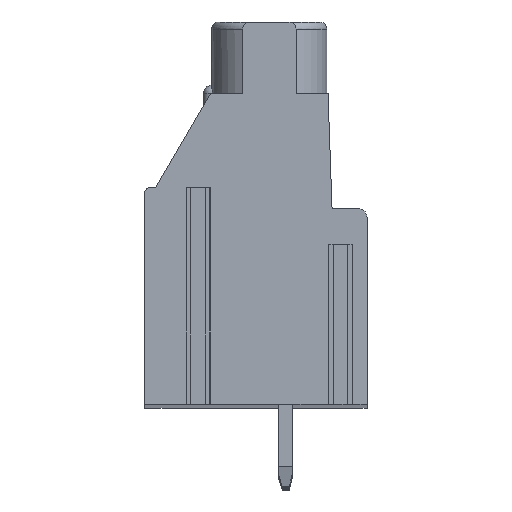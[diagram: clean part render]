
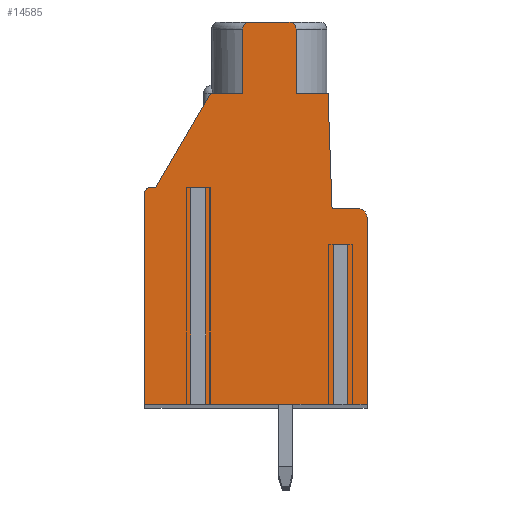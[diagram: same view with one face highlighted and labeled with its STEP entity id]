
A CAD part, top view. The second image highlights one B-rep face of the part: STEP entity #14585.
In plain terms, the highlighted planar face has unit normal (0, 0, 1).
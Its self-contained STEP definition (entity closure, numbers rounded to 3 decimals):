
#27=DIRECTION('',(-1.,0.,0.));
#28=VECTOR('',#27,0.82);
#29=CARTESIAN_POINT('',(-2.09,1.2,125.73));
#30=LINE('',#29,#28);
#31=DIRECTION('',(0.,1.,0.));
#32=VECTOR('',#31,12.2);
#33=CARTESIAN_POINT('',(-2.91,-11.,125.73));
#34=LINE('',#33,#32);
#35=DIRECTION('',(1.,0.,0.));
#36=VECTOR('',#35,2.59);
#37=CARTESIAN_POINT('',(-5.5,-11.,125.73));
#38=LINE('',#37,#36);
#39=DIRECTION('',(0.,-1.,0.));
#40=VECTOR('',#39,11.9);
#41=CARTESIAN_POINT('',(-5.5,0.9,125.73));
#42=LINE('',#41,#40);
#43=CARTESIAN_POINT('',(-5.2,0.9,125.73));
#44=DIRECTION('',(0.,0.,1.));
#45=DIRECTION('',(0.,1.,0.));
#46=AXIS2_PLACEMENT_3D('',#43,#44,#45);
#48=DIRECTION('',(-1.,0.,0.));
#49=VECTOR('',#48,0.3);
#50=CARTESIAN_POINT('',(-4.9,1.2,125.73));
#51=LINE('',#50,#49);
#52=DIRECTION('',(-0.505,-0.863,0.));
#53=VECTOR('',#52,6.14);
#54=CARTESIAN_POINT('',(-1.8,6.5,125.73));
#55=LINE('',#54,#53);
#56=DIRECTION('',(-1.,0.,0.));
#57=VECTOR('',#56,1.8);
#58=CARTESIAN_POINT('',(0.,6.5,125.73));
#59=LINE('',#58,#57);
#60=DIRECTION('',(0.,-1.,0.));
#61=VECTOR('',#60,3.6);
#62=CARTESIAN_POINT('',(0.,10.1,125.73));
#63=LINE('',#62,#61);
#64=CARTESIAN_POINT('',(0.4,10.1,125.73));
#65=DIRECTION('',(0.,0.,1.));
#66=DIRECTION('',(0.,1.,0.));
#67=AXIS2_PLACEMENT_3D('',#64,#65,#66);
#69=DIRECTION('',(-1.,0.,0.));
#70=VECTOR('',#69,2.2);
#71=CARTESIAN_POINT('',(2.6,10.5,125.73));
#72=LINE('',#71,#70);
#73=CARTESIAN_POINT('',(2.6,10.1,125.73));
#74=DIRECTION('',(0.,0.,1.));
#75=DIRECTION('',(1.,0.,0.));
#76=AXIS2_PLACEMENT_3D('',#73,#74,#75);
#78=DIRECTION('',(0.,1.,0.));
#79=VECTOR('',#78,3.6);
#80=CARTESIAN_POINT('',(3.,6.5,125.73));
#81=LINE('',#80,#79);
#82=DIRECTION('',(-1.,0.,0.));
#83=VECTOR('',#82,1.8);
#84=CARTESIAN_POINT('',(4.8,6.5,125.73));
#85=LINE('',#84,#83);
#86=DIRECTION('',(-0.035,0.999,0.));
#87=VECTOR('',#86,6.504);
#88=CARTESIAN_POINT('',(5.027,0.,125.73));
#89=LINE('',#88,#87);
#90=DIRECTION('',(-1.,0.,0.));
#91=VECTOR('',#90,1.473);
#92=CARTESIAN_POINT('',(6.5,0.,125.73));
#93=LINE('',#92,#91);
#94=CARTESIAN_POINT('',(6.5,-0.5,125.73));
#95=DIRECTION('',(0.,0.,1.));
#96=DIRECTION('',(1.,0.,0.));
#97=AXIS2_PLACEMENT_3D('',#94,#95,#96);
#99=DIRECTION('',(0.,1.,0.));
#100=VECTOR('',#99,10.5);
#101=CARTESIAN_POINT('',(7.,-11.,125.73));
#102=LINE('',#101,#100);
#103=DIRECTION('',(1.,0.,0.));
#104=VECTOR('',#103,1.09);
#105=CARTESIAN_POINT('',(5.91,-11.,125.73));
#106=LINE('',#105,#104);
#107=DIRECTION('',(0.,1.,0.));
#108=VECTOR('',#107,9.);
#109=CARTESIAN_POINT('',(5.91,-11.,125.73));
#110=LINE('',#109,#108);
#111=DIRECTION('',(-1.,0.,0.));
#112=VECTOR('',#111,0.82);
#113=CARTESIAN_POINT('',(5.91,-2.,125.73));
#114=LINE('',#113,#112);
#115=DIRECTION('',(0.,1.,0.));
#116=VECTOR('',#115,9.);
#117=CARTESIAN_POINT('',(5.09,-11.,125.73));
#118=LINE('',#117,#116);
#119=DIRECTION('',(1.,0.,0.));
#120=VECTOR('',#119,7.18);
#121=CARTESIAN_POINT('',(-2.09,-11.,125.73));
#122=LINE('',#121,#120);
#123=DIRECTION('',(0.,1.,0.));
#124=VECTOR('',#123,12.2);
#125=CARTESIAN_POINT('',(-2.09,-11.,125.73));
#126=LINE('',#125,#124);
#11507=CARTESIAN_POINT('',(7.,-11.,125.73));
#11508=CARTESIAN_POINT('',(7.,-0.5,125.73));
#11509=VERTEX_POINT('',#11507);
#11510=VERTEX_POINT('',#11508);
#11511=CARTESIAN_POINT('',(6.5,0.,125.73));
#11512=VERTEX_POINT('',#11511);
#11513=CARTESIAN_POINT('',(5.027,0.,125.73));
#11514=VERTEX_POINT('',#11513);
#11515=CARTESIAN_POINT('',(4.8,6.5,125.73));
#11516=VERTEX_POINT('',#11515);
#11517=CARTESIAN_POINT('',(3.,6.5,125.73));
#11518=VERTEX_POINT('',#11517);
#11519=CARTESIAN_POINT('',(3.,10.1,125.73));
#11520=VERTEX_POINT('',#11519);
#11521=CARTESIAN_POINT('',(2.6,10.5,125.73));
#11522=VERTEX_POINT('',#11521);
#11523=CARTESIAN_POINT('',(0.4,10.5,125.73));
#11524=VERTEX_POINT('',#11523);
#11525=CARTESIAN_POINT('',(0.,10.1,125.73));
#11526=VERTEX_POINT('',#11525);
#11527=CARTESIAN_POINT('',(0.,6.5,125.73));
#11528=VERTEX_POINT('',#11527);
#11529=CARTESIAN_POINT('',(-1.8,6.5,125.73));
#11530=VERTEX_POINT('',#11529);
#11531=CARTESIAN_POINT('',(-4.9,1.2,125.73));
#11532=VERTEX_POINT('',#11531);
#11533=CARTESIAN_POINT('',(-5.2,1.2,125.73));
#11534=VERTEX_POINT('',#11533);
#11535=CARTESIAN_POINT('',(-5.5,0.9,125.73));
#11536=VERTEX_POINT('',#11535);
#11537=CARTESIAN_POINT('',(-5.5,-11.,125.73));
#11538=VERTEX_POINT('',#11537);
#11659=CARTESIAN_POINT('',(5.91,-2.,125.73));
#11660=CARTESIAN_POINT('',(5.09,-2.,125.73));
#11661=VERTEX_POINT('',#11659);
#11662=VERTEX_POINT('',#11660);
#11663=CARTESIAN_POINT('',(5.09,-11.,125.73));
#11664=VERTEX_POINT('',#11663);
#11665=CARTESIAN_POINT('',(5.91,-11.,125.73));
#11666=VERTEX_POINT('',#11665);
#11683=CARTESIAN_POINT('',(-2.09,1.2,125.73));
#11684=CARTESIAN_POINT('',(-2.91,1.2,125.73));
#11685=VERTEX_POINT('',#11683);
#11686=VERTEX_POINT('',#11684);
#11687=CARTESIAN_POINT('',(-2.09,-11.,125.73));
#11688=VERTEX_POINT('',#11687);
#11689=CARTESIAN_POINT('',(-2.91,-11.,125.73));
#11690=VERTEX_POINT('',#11689);
#14530=CARTESIAN_POINT('',(0.,0.,125.73));
#14531=DIRECTION('',(0.,0.,1.));
#14532=DIRECTION('',(1.,0.,0.));
#14533=AXIS2_PLACEMENT_3D('',#14530,#14531,#14532);
#14534=PLANE('',#14533);
#14536=ORIENTED_EDGE('',*,*,#14535,.T.);
#14538=ORIENTED_EDGE('',*,*,#14537,.F.);
#14540=ORIENTED_EDGE('',*,*,#14539,.F.);
#14542=ORIENTED_EDGE('',*,*,#14541,.F.);
#14544=ORIENTED_EDGE('',*,*,#14543,.F.);
#14546=ORIENTED_EDGE('',*,*,#14545,.F.);
#14548=ORIENTED_EDGE('',*,*,#14547,.F.);
#14550=ORIENTED_EDGE('',*,*,#14549,.F.);
#14552=ORIENTED_EDGE('',*,*,#14551,.F.);
#14554=ORIENTED_EDGE('',*,*,#14553,.F.);
#14556=ORIENTED_EDGE('',*,*,#14555,.F.);
#14558=ORIENTED_EDGE('',*,*,#14557,.F.);
#14560=ORIENTED_EDGE('',*,*,#14559,.F.);
#14562=ORIENTED_EDGE('',*,*,#14561,.F.);
#14564=ORIENTED_EDGE('',*,*,#14563,.F.);
#14566=ORIENTED_EDGE('',*,*,#14565,.F.);
#14568=ORIENTED_EDGE('',*,*,#14567,.F.);
#14570=ORIENTED_EDGE('',*,*,#14569,.F.);
#14572=ORIENTED_EDGE('',*,*,#14571,.F.);
#14574=ORIENTED_EDGE('',*,*,#14573,.T.);
#14576=ORIENTED_EDGE('',*,*,#14575,.T.);
#14578=ORIENTED_EDGE('',*,*,#14577,.F.);
#14580=ORIENTED_EDGE('',*,*,#14579,.F.);
#14582=ORIENTED_EDGE('',*,*,#14581,.T.);
#14583=EDGE_LOOP('',(#14536,#14538,#14540,#14542,#14544,#14546,#14548,#14550,
#14552,#14554,#14556,#14558,#14560,#14562,#14564,#14566,#14568,#14570,#14572,
#14574,#14576,#14578,#14580,#14582));
#14584=FACE_OUTER_BOUND('',#14583,.F.);
#47=CIRCLE('',#46,0.3);
#68=CIRCLE('',#67,0.4);
#77=CIRCLE('',#76,0.4);
#98=CIRCLE('',#97,0.5);
#14535=EDGE_CURVE('',#11685,#11686,#30,.T.);
#14537=EDGE_CURVE('',#11690,#11686,#34,.T.);
#14539=EDGE_CURVE('',#11538,#11690,#38,.T.);
#14541=EDGE_CURVE('',#11536,#11538,#42,.T.);
#14543=EDGE_CURVE('',#11534,#11536,#47,.T.);
#14545=EDGE_CURVE('',#11532,#11534,#51,.T.);
#14547=EDGE_CURVE('',#11530,#11532,#55,.T.);
#14549=EDGE_CURVE('',#11528,#11530,#59,.T.);
#14551=EDGE_CURVE('',#11526,#11528,#63,.T.);
#14553=EDGE_CURVE('',#11524,#11526,#68,.T.);
#14555=EDGE_CURVE('',#11522,#11524,#72,.T.);
#14557=EDGE_CURVE('',#11520,#11522,#77,.T.);
#14559=EDGE_CURVE('',#11518,#11520,#81,.T.);
#14561=EDGE_CURVE('',#11516,#11518,#85,.T.);
#14563=EDGE_CURVE('',#11514,#11516,#89,.T.);
#14565=EDGE_CURVE('',#11512,#11514,#93,.T.);
#14567=EDGE_CURVE('',#11510,#11512,#98,.T.);
#14569=EDGE_CURVE('',#11509,#11510,#102,.T.);
#14571=EDGE_CURVE('',#11666,#11509,#106,.T.);
#14573=EDGE_CURVE('',#11666,#11661,#110,.T.);
#14575=EDGE_CURVE('',#11661,#11662,#114,.T.);
#14577=EDGE_CURVE('',#11664,#11662,#118,.T.);
#14579=EDGE_CURVE('',#11688,#11664,#122,.T.);
#14581=EDGE_CURVE('',#11688,#11685,#126,.T.);
#14585=ADVANCED_FACE('',(#14584),#14534,.T.);
